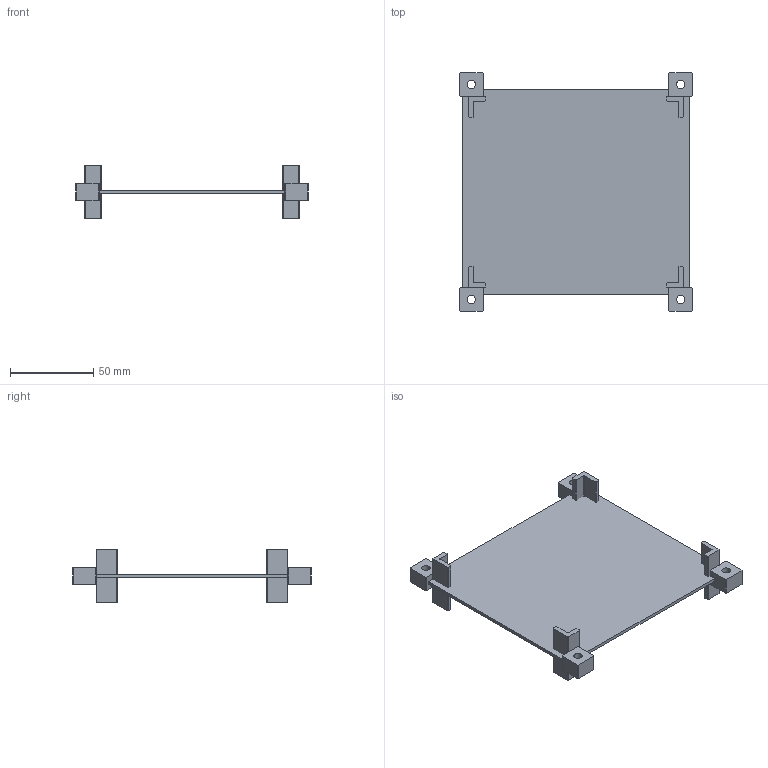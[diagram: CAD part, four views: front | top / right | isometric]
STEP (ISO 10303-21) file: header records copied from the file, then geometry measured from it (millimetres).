
FILE_DESCRIPTION(/* description */ (''),/* implementation_level */ '2;1');
FILE_NAME(/* name */ 'Midconnector 1 v4.step',/* time_stamp */ '2025-05-22T09:11:50+03:00',/* author */ (''),/* organization */ (''),/* preprocessor_version */ 'ST-DEVELOPER v20.1',/* originating_system */ 'Autodesk Translation Framework v14.4.0.0',/* authorisation */ '');
FILE_SCHEMA (('AUTOMOTIVE_DESIGN { 1 0 10303 214 3 1 1 }'));
Length unit declared in the file: millimetre
Products named in the file (1): Midconnector 1
Bounding box: 139.5 x 143 x 32 mm (x, y, z)
Volume: 47592.5 mm3; surface area: 44109.6 mm2
Topology: 5 solids, 5 shells, 108 faces, 294 edges, 196 vertices
Faces by surface type: plane 100, cylinder 8
Full cylindrical faces by diameter (mm): 5 x4
Entity records: 3399 total; most frequent: CARTESIAN_POINT 599, ORIENTED_EDGE 588, DIRECTION 528, EDGE_CURVE 294, LINE 278, VECTOR 278, VERTEX_POINT 196, AXIS2_PLACEMENT_3D 125
